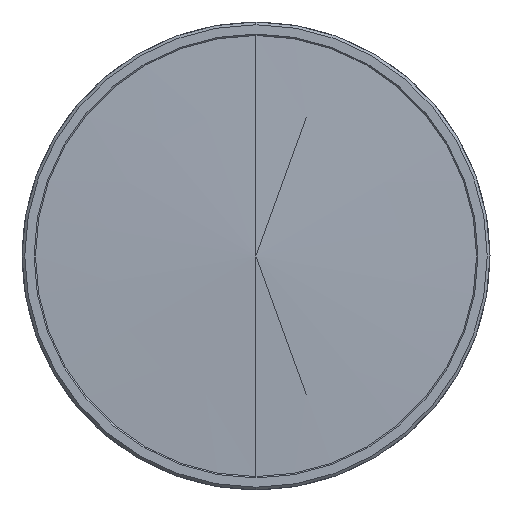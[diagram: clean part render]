
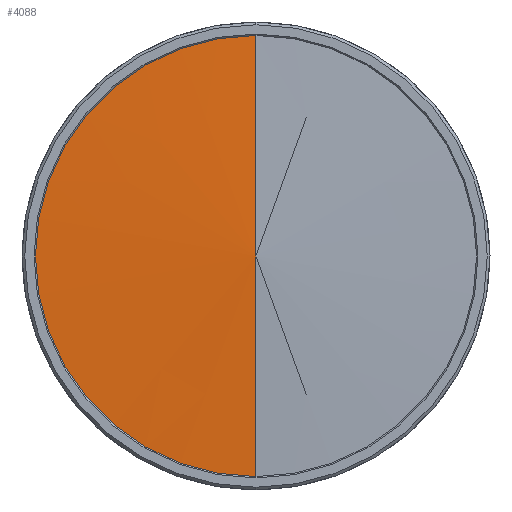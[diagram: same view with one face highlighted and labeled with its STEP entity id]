
A CAD part, left-side view. The second image highlights one B-rep face of the part: STEP entity #4088.
In plain terms, the highlighted conical face has half-angle 87.934 degrees and reference radius 81.935 mm.
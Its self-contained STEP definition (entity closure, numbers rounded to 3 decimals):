
#673 = CARTESIAN_POINT ( 'NONE',  ( 2.873, 0., -79.65 ) ) ;
#734 = FACE_OUTER_BOUND ( 'NONE', #4304, .T. ) ;
#756 = VERTEX_POINT ( 'NONE', #673 ) ;
#817 = ORIENTED_EDGE ( 'NONE', *, *, #3750, .F. ) ;
#1116 = ORIENTED_EDGE ( 'NONE', *, *, #5067, .F. ) ;
#1513 = EDGE_CURVE ( 'NONE', #756, #2385, #2222, .T. ) ;
#1829 = EDGE_CURVE ( 'NONE', #4538, #4583, #5795, .T. ) ;
#1855 = CARTESIAN_POINT ( 'NONE',  ( 2.873, 79.65, 0. ) ) ;
#1888 = CARTESIAN_POINT ( 'NONE',  ( 0., 0., 0. ) ) ;
#2000 = LINE ( 'NONE', #4945, #4844 ) ;
#2025 = DIRECTION ( 'NONE',  ( 1., 0., 0. ) ) ;
#2070 = CARTESIAN_POINT ( 'NONE',  ( 2.956, 0., 81.935 ) ) ;
#2129 = ORIENTED_EDGE ( 'NONE', *, *, #1513, .F. ) ;
#2153 = DIRECTION ( 'NONE',  ( 0.036, 0., -0.999 ) ) ;
#2222 = CIRCLE ( 'NONE', #3505, 79.65 ) ;
#2385 = VERTEX_POINT ( 'NONE', #1855 ) ;
#2893 = DIRECTION ( 'NONE',  ( 0., 0., -1. ) ) ;
#2922 = ORIENTED_EDGE ( 'NONE', *, *, #1829, .T. ) ;
#2936 = DIRECTION ( 'NONE',  ( 0., 0., -1. ) ) ;
#2997 = DIRECTION ( 'NONE',  ( 0.036, 0., 0.999 ) ) ;
#3349 = CARTESIAN_POINT ( 'NONE',  ( 2.873, 0., 0. ) ) ;
#3505 = AXIS2_PLACEMENT_3D ( 'NONE', #5442, #5946, #3580 ) ;
#3580 = DIRECTION ( 'NONE',  ( 0., 0., -1. ) ) ;
#3724 = DIRECTION ( 'NONE',  ( 1., 0., 0. ) ) ;
#3750 = EDGE_CURVE ( 'NONE', #2385, #4583, #4712, .T. ) ;
#4088 = ADVANCED_FACE ( 'NONE', ( #734 ), #4115, .T. ) ;
#4115 = CONICAL_SURFACE ( 'NONE', #4222, 81.935, 1.535 ) ;
#4222 = AXIS2_PLACEMENT_3D ( 'NONE', #4751, #3724, #2893 ) ;
#4304 = EDGE_LOOP ( 'NONE', ( #1116, #2922, #817, #2129 ) ) ;
#4538 = VERTEX_POINT ( 'NONE', #1888 ) ;
#4583 = VERTEX_POINT ( 'NONE', #5629 ) ;
#4622 = VECTOR ( 'NONE', #2997, 1000. ) ;
#4712 = CIRCLE ( 'NONE', #5840, 79.65 ) ;
#4751 = CARTESIAN_POINT ( 'NONE',  ( 2.956, 0., 0. ) ) ;
#4844 = VECTOR ( 'NONE', #2153, 1000. ) ;
#4945 = CARTESIAN_POINT ( 'NONE',  ( 2.956, 0., -81.935 ) ) ;
#5067 = EDGE_CURVE ( 'NONE', #4538, #756, #2000, .T. ) ;
#5442 = CARTESIAN_POINT ( 'NONE',  ( 2.873, 0., 0. ) ) ;
#5629 = CARTESIAN_POINT ( 'NONE',  ( 2.873, 0., 79.65 ) ) ;
#5795 = LINE ( 'NONE', #2070, #4622 ) ;
#5840 = AXIS2_PLACEMENT_3D ( 'NONE', #3349, #2025, #2936 ) ;
#5946 = DIRECTION ( 'NONE',  ( 1., 0., 0. ) ) ;
